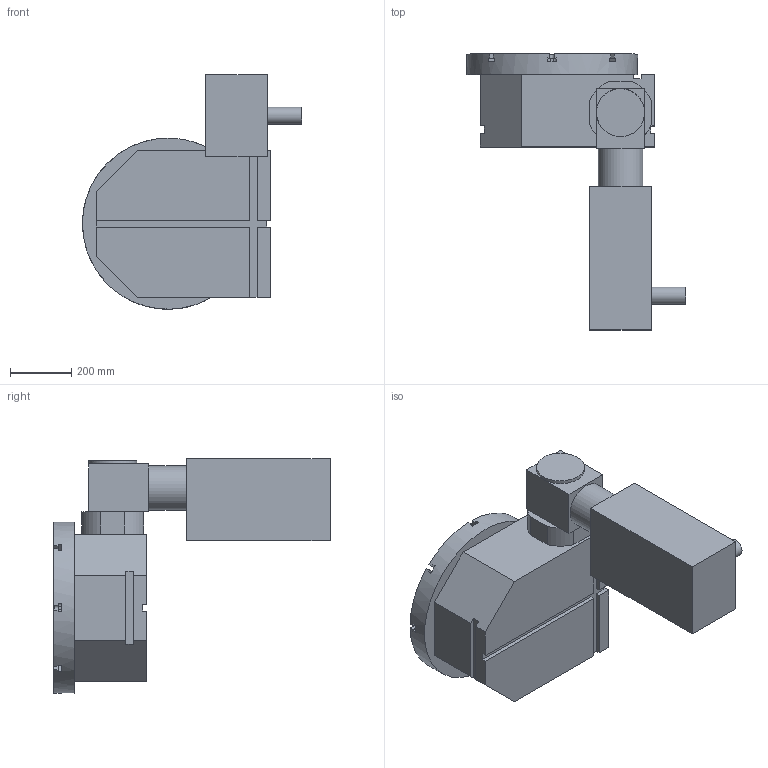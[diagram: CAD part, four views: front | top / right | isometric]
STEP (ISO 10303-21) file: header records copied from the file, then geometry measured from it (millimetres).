
FILE_DESCRIPTION(('FreeCAD Model'),'2;1');
FILE_NAME('Open CASCADE Shape Model','2025-04-17T14:27:22',('FreeCAD'),( 'FreeCAD'),'Open CASCADE STEP processor 7.6','FreeCAD','Unknown');
FILE_SCHEMA(('AUTOMOTIVE_DESIGN { 1 0 10303 214 1 1 1 1 }'));
Length unit declared in the file: millimetre
Products named in the file (1): Open CASCADE STEP translator 7.6 1
Bounding box: 715.03 x 901.63 x 765.23 mm (x, y, z)
Volume: 110520333.3 mm3; surface area: 2599016.7 mm2
Topology: 3 solids, 3 shells, 482 faces, 1396 edges, 927 vertices
Faces by surface type: bspline 482
Entity records: 14758 total; most frequent: CARTESIAN_POINT 7001, ORIENTED_EDGE 2792, EDGE_CURVE 1396, B_SPLINE_CURVE_WITH_KNOTS 933, VERTEX_POINT 927, FACE_BOUND 489, EDGE_LOOP 489, ADVANCED_FACE 482
